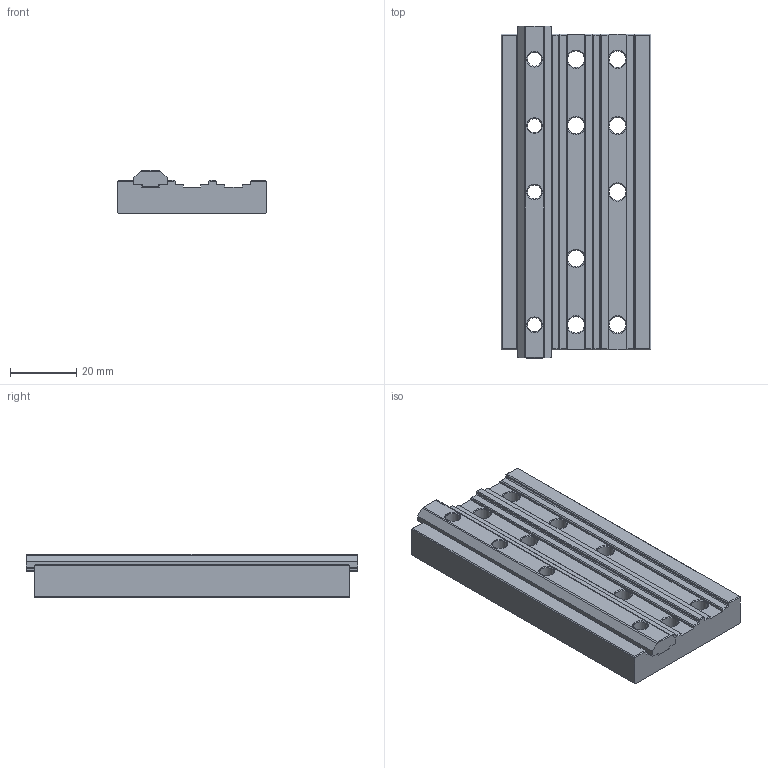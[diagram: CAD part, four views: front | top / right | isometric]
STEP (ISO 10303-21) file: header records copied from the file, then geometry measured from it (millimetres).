
FILE_DESCRIPTION(/* description */ ('','CAx-IF Rec.Pracs.---Representation and Presentation of Product Manufacturing Information (PMI)---4.0---2014-10-13'),/* implementation_level */ '2;1');
FILE_NAME(/* name */ 'Z-Y Rail Nut v7.step',/* time_stamp */ '2025-01-29T20:38:52-08:00',/* author */ (''),/* organization */ (''),/* preprocessor_version */ 'ST-DEVELOPER v20',/* originating_system */ 'Autodesk Translation Framework v13.20.0.188',/* authorisation */ '');
FILE_SCHEMA (('AP242_MANAGED_MODEL_BASED_3D_ENGINEERING_MIM_LF { 1 0 10303 442 1 1 4 }'));
Length unit declared in the file: millimetre
Products named in the file (3): Z-Y Rail Nut; Long Nut Insert; Big Fixture Plate
Assembly tree (2 placements, depth 2):
  Z-Y Rail Nut
    Long Nut Insert
    Big Fixture Plate
Bounding box: 45 x 100 x 13 mm (x, y, z)
Volume: 37658.4 mm3; surface area: 16556.1 mm2
Topology: 2 solids, 2 shells, 182 faces, 498 edges, 316 vertices
Faces by surface type: plane 122, cone 32, cylinder 28
Full cylindrical faces by diameter (mm): 4.234 x4, 5 x12, 10.5 x12
Entity records: 5788 total; most frequent: CARTESIAN_POINT 1097, ORIENTED_EDGE 996, DIRECTION 944, EDGE_CURVE 498, LINE 330, VECTOR 330, VERTEX_POINT 316, AXIS2_PLACEMENT_3D 307
